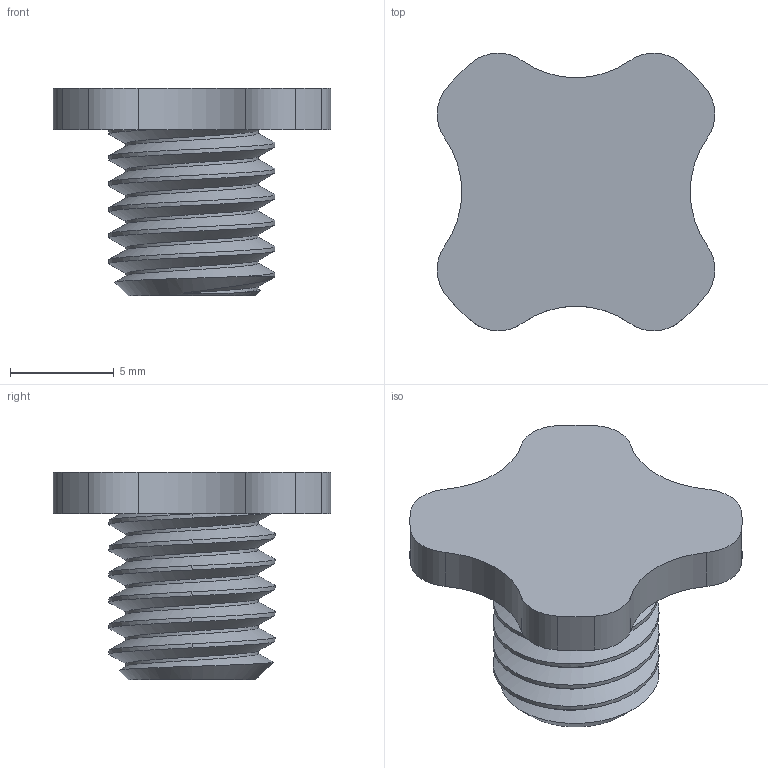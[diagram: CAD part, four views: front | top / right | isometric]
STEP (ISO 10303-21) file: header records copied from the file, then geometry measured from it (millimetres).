
FILE_DESCRIPTION(/* description */ ('STEP AP203'),/* implementation_level */ '2;1');
FILE_NAME(/* name */ 'translationalstages_8mm_m8x1.25_mk1.stp',/* time_stamp */ '2022-12-10T13:45:41+01:00',/* author */ ('Rik Ubaghs'),/* organization */ ('Microsoft'),/* preprocessor_version */ 'ST-DEVELOPER v18.1',/* originating_system */ 'Autodesk Inventor 2021',/* authorisation */ '');
FILE_SCHEMA (('AP203_CONFIGURATION_CONTROLLED_3D_DESIGN_OF_MECHANICAL_PARTS_AND_ASSEMBLIES_MIM_LF { 1 0 10303 203 3 1 4 }','AUTOMOTIVE_DESIGN { 1 0 10303 214 3 1 1 }'));
Length unit declared in the file: millimetre
Products named in the file (1): translationalstages_camerascrew_8mm_m8x1.25_mk1
Bounding box: 13.37 x 13.37 x 10 mm (x, y, z)
Volume: 624.2 mm3; surface area: 700.1 mm2
Topology: 1 solids, 1 shells, 30 faces, 82 edges, 55 vertices
Faces by surface type: cylinder 23, plane 3, bspline 3, cone 1
Full cylindrical faces by diameter (mm): 8 x5
Entity records: 8227 total; most frequent: CARTESIAN_POINT 7386, ORIENTED_EDGE 164, DIRECTION 157, EDGE_CURVE 82, AXIS2_PLACEMENT_3D 67, VERTEX_POINT 55, CIRCLE 39, EDGE_LOOP 31
